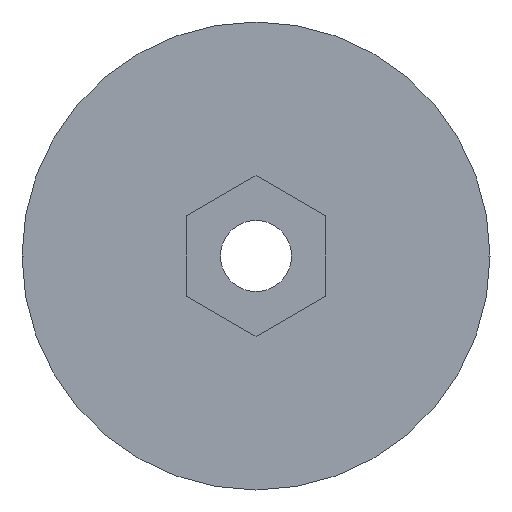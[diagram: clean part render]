
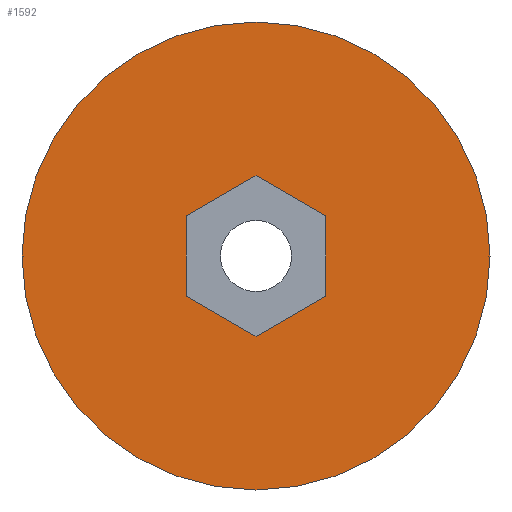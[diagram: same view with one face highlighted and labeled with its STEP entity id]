
A CAD part, left-side view. The second image highlights one B-rep face of the part: STEP entity #1592.
In plain terms, the highlighted planar face has unit normal (-1, 0, 0).
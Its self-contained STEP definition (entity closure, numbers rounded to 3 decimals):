
#115=CARTESIAN_POINT('',(0.,0.,0.));
#116=DIRECTION('',(-1.,0.,0.));
#117=DIRECTION('',(0.,1.,0.));
#118=AXIS2_PLACEMENT_3D('',#115,#116,#117);
#120=CARTESIAN_POINT('',(0.,0.,0.));
#121=DIRECTION('',(1.,0.,0.));
#122=DIRECTION('',(0.,1.,0.));
#123=AXIS2_PLACEMENT_3D('',#120,#121,#122);
#125=DIRECTION('',(0.,-0.866,-0.5));
#126=VECTOR('',#125,1.155);
#127=CARTESIAN_POINT('',(0.,0.,1.155));
#128=LINE('',#127,#126);
#129=DIRECTION('',(0.,-0.866,0.5));
#130=VECTOR('',#129,1.155);
#131=CARTESIAN_POINT('',(0.,1.,0.577));
#132=LINE('',#131,#130);
#133=DIRECTION('',(0.,0.,1.));
#134=VECTOR('',#133,1.155);
#135=CARTESIAN_POINT('',(0.,1.,-0.577));
#136=LINE('',#135,#134);
#137=DIRECTION('',(0.,0.866,0.5));
#138=VECTOR('',#137,1.155);
#139=CARTESIAN_POINT('',(0.,0.,-1.155));
#140=LINE('',#139,#138);
#141=DIRECTION('',(0.,0.866,-0.5));
#142=VECTOR('',#141,1.155);
#143=CARTESIAN_POINT('',(0.,-1.,-0.577));
#144=LINE('',#143,#142);
#145=DIRECTION('',(0.,0.,-1.));
#146=VECTOR('',#145,1.155);
#147=CARTESIAN_POINT('',(0.,-1.,0.577));
#148=LINE('',#147,#146);
#1501=CARTESIAN_POINT('',(0.,3.36,0.));
#1502=CARTESIAN_POINT('',(0.,-3.36,0.));
#1503=VERTEX_POINT('',#1501);
#1504=VERTEX_POINT('',#1502);
#1521=CARTESIAN_POINT('',(0.,0.,1.155));
#1522=CARTESIAN_POINT('',(0.,-1.,0.577));
#1523=VERTEX_POINT('',#1521);
#1524=VERTEX_POINT('',#1522);
#1525=CARTESIAN_POINT('',(0.,-1.,-0.577));
#1526=VERTEX_POINT('',#1525);
#1527=CARTESIAN_POINT('',(0.,0.,-1.155));
#1528=VERTEX_POINT('',#1527);
#1529=CARTESIAN_POINT('',(0.,1.,-0.577));
#1530=VERTEX_POINT('',#1529);
#1531=CARTESIAN_POINT('',(0.,1.,0.577));
#1532=VERTEX_POINT('',#1531);
#1567=CARTESIAN_POINT('',(0.,0.,0.));
#1568=DIRECTION('',(1.,0.,0.));
#1569=DIRECTION('',(0.,-1.,0.));
#1570=AXIS2_PLACEMENT_3D('',#1567,#1568,#1569);
#1571=PLANE('',#1570);
#1573=ORIENTED_EDGE('',*,*,#1572,.F.);
#1575=ORIENTED_EDGE('',*,*,#1574,.T.);
#1576=EDGE_LOOP('',(#1573,#1575));
#1577=FACE_OUTER_BOUND('',#1576,.F.);
#1579=ORIENTED_EDGE('',*,*,#1578,.F.);
#1581=ORIENTED_EDGE('',*,*,#1580,.F.);
#1583=ORIENTED_EDGE('',*,*,#1582,.F.);
#1585=ORIENTED_EDGE('',*,*,#1584,.F.);
#1587=ORIENTED_EDGE('',*,*,#1586,.F.);
#1589=ORIENTED_EDGE('',*,*,#1588,.F.);
#1590=EDGE_LOOP('',(#1579,#1581,#1583,#1585,#1587,#1589));
#1591=FACE_BOUND('',#1590,.F.);
#119=CIRCLE('',#118,3.36);
#124=CIRCLE('',#123,3.36);
#1572=EDGE_CURVE('',#1503,#1504,#119,.T.);
#1574=EDGE_CURVE('',#1503,#1504,#124,.T.);
#1578=EDGE_CURVE('',#1523,#1524,#128,.T.);
#1580=EDGE_CURVE('',#1532,#1523,#132,.T.);
#1582=EDGE_CURVE('',#1530,#1532,#136,.T.);
#1584=EDGE_CURVE('',#1528,#1530,#140,.T.);
#1586=EDGE_CURVE('',#1526,#1528,#144,.T.);
#1588=EDGE_CURVE('',#1524,#1526,#148,.T.);
#1592=ADVANCED_FACE('',(#1577,#1591),#1571,.F.);
